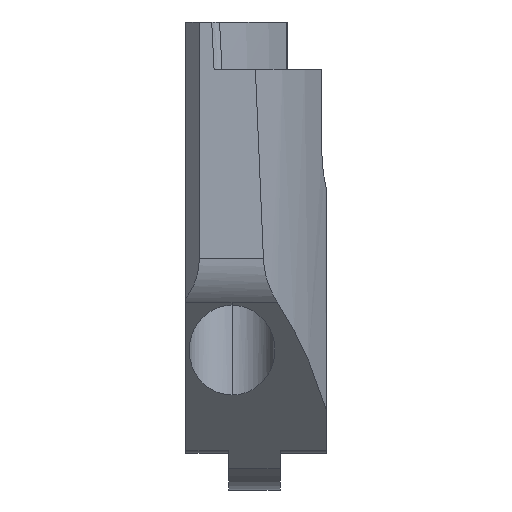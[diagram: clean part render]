
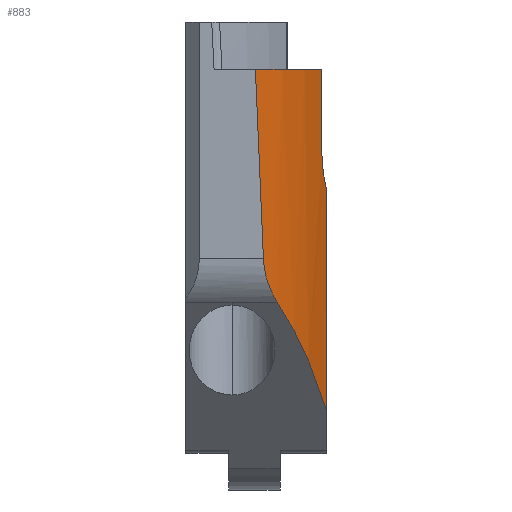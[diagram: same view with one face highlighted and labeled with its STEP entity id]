
A CAD part, top view. The second image highlights one B-rep face of the part: STEP entity #883.
In plain terms, the highlighted cylindrical face has radius 34.277 mm (diameter 68.555 mm), a partial arc.
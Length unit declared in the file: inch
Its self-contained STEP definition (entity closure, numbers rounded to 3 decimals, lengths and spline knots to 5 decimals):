
#13 = LINE ( 'NONE', #2071, #1165 ) ;
#63 = CYLINDRICAL_SURFACE ( 'NONE', #1049, 1.3495 ) ;
#121 = EDGE_CURVE ( 'NONE', #640, #2526, #1249, .T. ) ;
#122 = CARTESIAN_POINT ( 'NONE',  ( 1.25316, -1.27186, 0.51978 ) ) ;
#166 = ORIENTED_EDGE ( 'NONE', *, *, #2115, .T. ) ;
#181 = CARTESIAN_POINT ( 'NONE',  ( 1.29063, -0.59421, 0.39432 ) ) ;
#185 = CARTESIAN_POINT ( 'NONE',  ( 1.03499, -0.17187, 0.86599 ) ) ;
#189 = CARTESIAN_POINT ( 'NONE',  ( 1.04491, -0.39817, 0.85413 ) ) ;
#228 = CARTESIAN_POINT ( 'NONE',  ( 1.27661, -0.45312, 0.4375 ) ) ;
#241 = CARTESIAN_POINT ( 'NONE',  ( 1.27661, -0.17187, 0.4375 ) ) ;
#263 = VECTOR ( 'NONE', #2243, 39.37008 ) ;
#287 = DIRECTION ( 'NONE',  ( 0., 0., 1. ) ) ;
#298 = CARTESIAN_POINT ( 'NONE',  ( 0., 2.27291, 0. ) ) ;
#306 = CIRCLE ( 'NONE', #647, 1.3495 ) ;
#361 = CARTESIAN_POINT ( 'NONE',  ( 1.10793, -1.01001, 0.77057 ) ) ;
#370 = CARTESIAN_POINT ( 'NONE',  ( 1.06414, -0.86037, 0.82991 ) ) ;
#382 = CARTESIAN_POINT ( 'NONE',  ( 1.277, -0.48057, 0.43637 ) ) ;
#491 = CARTESIAN_POINT ( 'NONE',  ( 1.29306, -1.41134, 0.38619 ) ) ;
#493 = CARTESIAN_POINT ( 'NONE',  ( 1.1932, -1.14044, 0.64565 ) ) ;
#548 = ORIENTED_EDGE ( 'NONE', *, *, #2654, .T. ) ;
#578 = CARTESIAN_POINT ( 'NONE',  ( 1.29306, -1.70312, 0.38619 ) ) ;
#616 = CARTESIAN_POINT ( 'NONE',  ( 1.28834, -0.58272, 0.40171 ) ) ;
#640 = VERTEX_POINT ( 'NONE', #185 ) ;
#647 = AXIS2_PLACEMENT_3D ( 'NONE', #1314, #2161, #287 ) ;
#675 = ORIENTED_EDGE ( 'NONE', *, *, #1653, .F. ) ;
#738 = CARTESIAN_POINT ( 'NONE',  ( 1.09001, -0.97494, 0.79569 ) ) ;
#776 = CARTESIAN_POINT ( 'NONE',  ( 1.07202, -0.92065, 0.81973 ) ) ;
#816 = CARTESIAN_POINT ( 'NONE',  ( 1.28256, -0.54653, 0.41979 ) ) ;
#865 = ORIENTED_EDGE ( 'NONE', *, *, #2540, .T. ) ;
#880 = CARTESIAN_POINT ( 'NONE',  ( 1.1146, -1.02021, 0.7608 ) ) ;
#883 = ADVANCED_FACE ( 'NONE', ( #1324 ), #63, .T. ) ;
#1005 = CARTESIAN_POINT ( 'NONE',  ( 1.27661, -0.46691, 0.4375 ) ) ;
#1017 = ORIENTED_EDGE ( 'NONE', *, *, #1795, .T. ) ;
#1044 = VERTEX_POINT ( 'NONE', #1234 ) ;
#1049 = AXIS2_PLACEMENT_3D ( 'NONE', #298, #1771, #1783 ) ;
#1066 = VERTEX_POINT ( 'NONE', #241 ) ;
#1068 = B_SPLINE_CURVE_WITH_KNOTS ( 'NONE', 3,
 ( #2260, #181, #616, #1443, #816, #1268, #2291, #382, #1005, #228 ),
 .UNSPECIFIED., .F., .F.,
 ( 4, 2, 2, 2, 4 ),
 ( 0.00591, 0.00695, 0.00798, 0.00901, 0.01005 ),
 .UNSPECIFIED. ) ;
#1127 = EDGE_LOOP ( 'NONE', ( #1017, #548, #2576, #166, #1390, #865, #675 ) ) ;
#1165 = VECTOR ( 'NONE', #2516, 39.37008 ) ;
#1234 = CARTESIAN_POINT ( 'NONE',  ( 1.27661, -0.45312, 0.4375 ) ) ;
#1249 =( BOUNDED_CURVE ( )  B_SPLINE_CURVE ( 3, ( #1420, #189, #2268, #2645 ),
 .UNSPECIFIED., .F., .F. ) 
 B_SPLINE_CURVE_WITH_KNOTS ( ( 4, 4 ),
 ( 4.01566, 4.05003 ),
 .UNSPECIFIED. ) 
 CURVE ( )  GEOMETRIC_REPRESENTATION_ITEM ( )  RATIONAL_B_SPLINE_CURVE ( ( 1., 1., 1., 1. ) ) 
 REPRESENTATION_ITEM ( '' )  );
#1268 = CARTESIAN_POINT ( 'NONE',  ( 1.27967, -0.52096, 0.4285 ) ) ;
#1314 = CARTESIAN_POINT ( 'NONE',  ( 0., -0.17187, 0. ) ) ;
#1324 = FACE_OUTER_BOUND ( 'NONE', #1127, .T. ) ;
#1389 = CARTESIAN_POINT ( 'NONE',  ( 1.0758, -0.93512, 0.81478 ) ) ;
#1390 = ORIENTED_EDGE ( 'NONE', *, *, #121, .T. ) ;
#1408 = LINE ( 'NONE', #578, #263 ) ;
#1420 = CARTESIAN_POINT ( 'NONE',  ( 1.03499, -0.17187, 0.86599 ) ) ;
#1441 = VERTEX_POINT ( 'NONE', #880 ) ;
#1443 = CARTESIAN_POINT ( 'NONE',  ( 1.28431, -0.55888, 0.41443 ) ) ;
#1572 = CARTESIAN_POINT ( 'NONE',  ( 1.1016, -0.99887, 0.77957 ) ) ;
#1597 = VERTEX_POINT ( 'NONE', #491 ) ;
#1609 = CARTESIAN_POINT ( 'NONE',  ( 1.1146, -1.02021, 0.7608 ) ) ;
#1652 =( BOUNDED_CURVE ( )  B_SPLINE_CURVE ( 3, ( #2422, #122, #493, #2578 ),
 .UNSPECIFIED., .F., .T. ) 
 B_SPLINE_CURVE_WITH_KNOTS ( ( 4, 4 ),
 ( 1.86103, 2.16973 ),
 .UNSPECIFIED. ) 
 CURVE ( )  GEOMETRIC_REPRESENTATION_ITEM ( )  RATIONAL_B_SPLINE_CURVE ( ( 1., 0.992, 0.992, 1. ) ) 
 REPRESENTATION_ITEM ( '' )  );
#1653 = EDGE_CURVE ( 'NONE', #1597, #1441, #1652, .T. ) ;
#1771 = DIRECTION ( 'NONE',  ( 0., -1., 0. ) ) ;
#1783 = DIRECTION ( 'NONE',  ( 0., 0., -1. ) ) ;
#1795 = EDGE_CURVE ( 'NONE', #1597, #1821, #1408, .T. ) ;
#1821 = VERTEX_POINT ( 'NONE', #2267 ) ;
#1859 = EDGE_CURVE ( 'NONE', #1044, #1066, #13, .T. ) ;
#2071 = CARTESIAN_POINT ( 'NONE',  ( 1.27661, 2.27291, 0.4375 ) ) ;
#2115 = EDGE_CURVE ( 'NONE', #1066, #640, #306, .T. ) ;
#2161 = DIRECTION ( 'NONE',  ( 0., -1., 0. ) ) ;
#2237 = CARTESIAN_POINT ( 'NONE',  ( 1.0848, -0.96222, 0.80276 ) ) ;
#2243 = DIRECTION ( 'NONE',  ( 0., 1., 0. ) ) ;
#2260 = CARTESIAN_POINT ( 'NONE',  ( 1.29306, -0.60485, 0.38619 ) ) ;
#2267 = CARTESIAN_POINT ( 'NONE',  ( 1.29306, -0.60485, 0.38619 ) ) ;
#2268 = CARTESIAN_POINT ( 'NONE',  ( 1.05463, -0.62769, 0.8421 ) ) ;
#2291 = CARTESIAN_POINT ( 'NONE',  ( 1.27853, -0.50764, 0.43187 ) ) ;
#2422 = CARTESIAN_POINT ( 'NONE',  ( 1.29306, -1.41134, 0.38619 ) ) ;
#2436 = CARTESIAN_POINT ( 'NONE',  ( 1.06478, -0.87599, 0.82909 ) ) ;
#2516 = DIRECTION ( 'NONE',  ( 0., 1., 0. ) ) ;
#2522 = B_SPLINE_CURVE_WITH_KNOTS ( 'NONE', 3,
 ( #2647, #2436, #2659, #776, #1389, #2237, #738, #1572, #361, #1609 ),
 .UNSPECIFIED., .F., .F.,
 ( 4, 2, 2, 2, 4 ),
 ( 0., 0.00117, 0.00235, 0.00352, 0.00469 ),
 .UNSPECIFIED. ) ;
#2526 = VERTEX_POINT ( 'NONE', #370 ) ;
#2540 = EDGE_CURVE ( 'NONE', #2526, #1441, #2522, .T. ) ;
#2576 = ORIENTED_EDGE ( 'NONE', *, *, #1859, .T. ) ;
#2578 = CARTESIAN_POINT ( 'NONE',  ( 1.1146, -1.02021, 0.7608 ) ) ;
#2645 = CARTESIAN_POINT ( 'NONE',  ( 1.06414, -0.86037, 0.82991 ) ) ;
#2647 = CARTESIAN_POINT ( 'NONE',  ( 1.06414, -0.86037, 0.82991 ) ) ;
#2654 = EDGE_CURVE ( 'NONE', #1821, #1044, #1068, .T. ) ;
#2659 = CARTESIAN_POINT ( 'NONE',  ( 1.06654, -0.89115, 0.82684 ) ) ;
